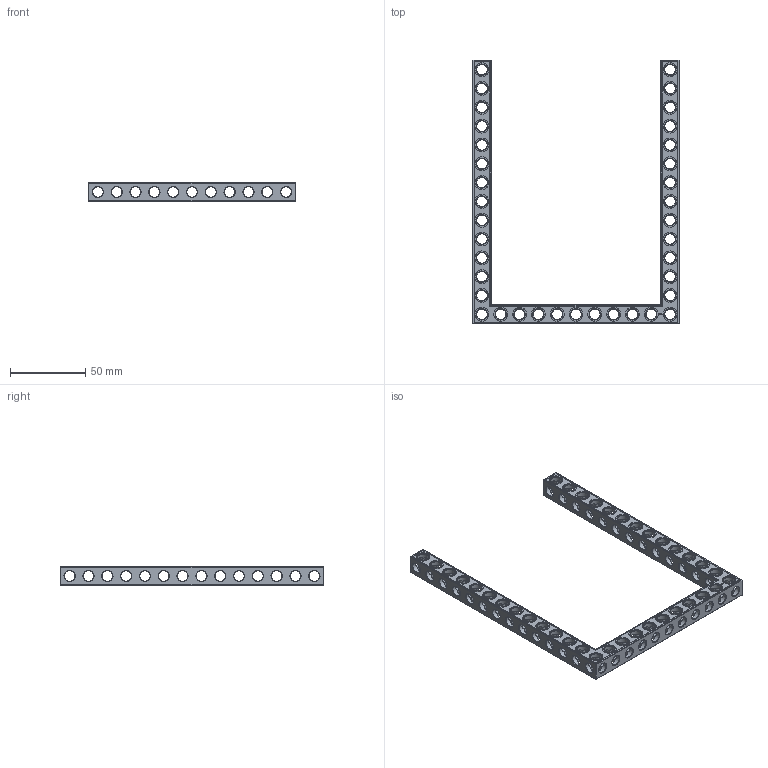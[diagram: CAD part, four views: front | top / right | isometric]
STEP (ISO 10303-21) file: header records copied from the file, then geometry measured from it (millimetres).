
FILE_DESCRIPTION(('FreeCAD Model'),'2;1');
FILE_NAME('Open CASCADE Shape Model','2022-02-26T15:29:25',('Author'),( ''),'Open CASCADE STEP processor 7.5','FreeCAD','Unknown');
FILE_SCHEMA(('AUTOMOTIVE_DESIGN { 1 0 10303 214 1 1 1 1 }'));
Products named in the file (1): Beam AGD ESS USH SYM BU11x14x01 - SPN-BEM-0473 (stemfie.org)
Bounding box: 137.5 x 175 x 12.5 mm (x, y, z)
Volume: 36156.4 mm3; surface area: 32288.5 mm2
Topology: 1 solids, 1 shells, 929 faces, 2829 edges, 1824 vertices
Faces by surface type: plane 422, cylinder 223, cone 150, extrusion 134
Full cylindrical faces by diameter (mm): 6.98 x30, 7 x156, 9.2 x37
Entity records: 205948 total; most frequent: CARTESIAN_POINT 153089, DIRECTION 8617, ORIENTED_EDGE 5658, PCURVE 5658, DEFINITIONAL_REPRESENTATION 5658, VECTOR 5366, LINE 5232, EDGE_CURVE 2829
